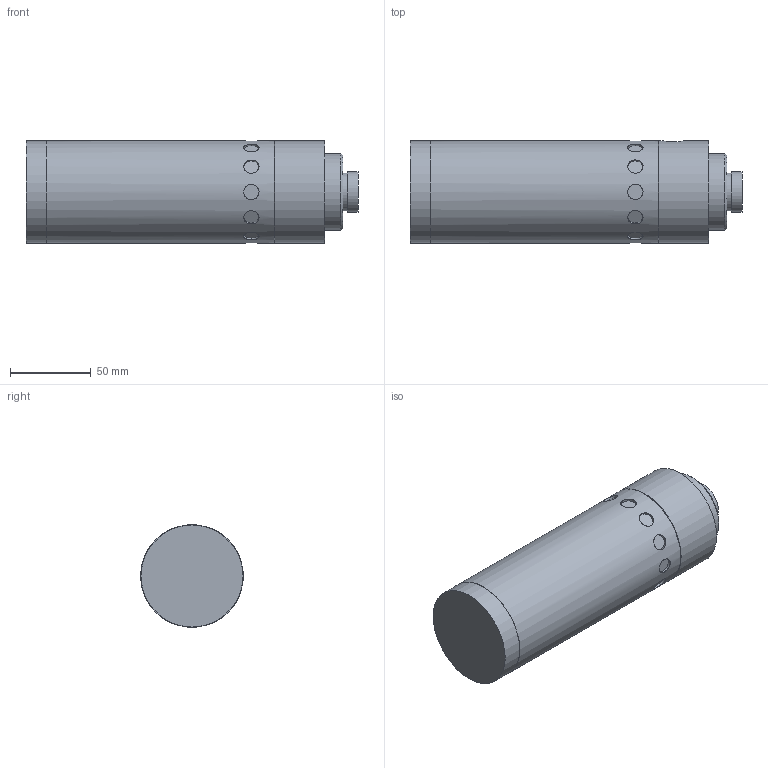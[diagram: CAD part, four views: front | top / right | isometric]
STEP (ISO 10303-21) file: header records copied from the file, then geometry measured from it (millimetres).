
FILE_DESCRIPTION(/* description */ (''),/* implementation_level */ '2;1');
FILE_NAME(/* name */ 'HZ4615-DIM.stp',/* time_stamp */ '2018-07-26T08:55:31-04:00',/* author */ ('Trey Green'),/* organization */ (''),/* preprocessor_version */ 'ST-DEVELOPER v16.13',/* originating_system */ 'Autodesk Inventor 2018',/* authorisation */ '');
FILE_SCHEMA (('AUTOMOTIVE_DESIGN { 1 0 10303 214 3 1 1 }'));
Length unit declared in the file: inch
Products named in the file (1): Large NEMA 4or4X CC
Bounding box: 205.74 x 63.5 x 63.5 mm (x, y, z)
Volume: 594783.5 mm3; surface area: 52440.8 mm2
Topology: 1 solids, 1 shells, 59 faces, 106 edges, 73 vertices
Faces by surface type: plane 28, cylinder 27, cone 4
Full cylindrical faces by diameter (mm): 7.144 x7, 9.525 x12, 13.716 x1, 23.52 x1, 25.4 x1, 47.65 x1, 60.3 x1, 63.246 x1, 63.5 x2
Entity records: 1605 total; most frequent: CARTESIAN_POINT 605, DIRECTION 210, EDGE_LOOP 116, ORIENTED_EDGE 116, AXIS2_PLACEMENT_3D 105, FACE_OUTER_BOUND 59, ADVANCED_FACE 59, VERTEX_POINT 58
